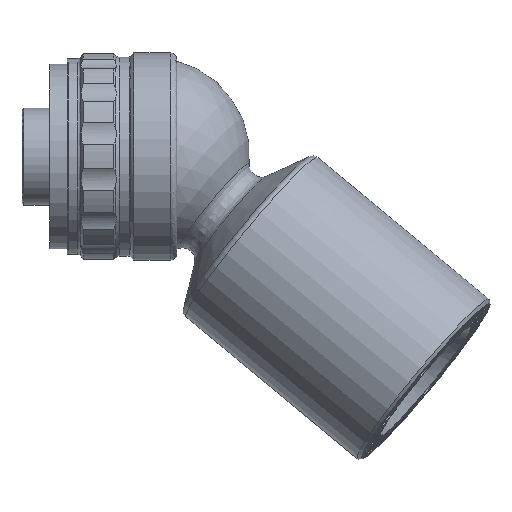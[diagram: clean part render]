
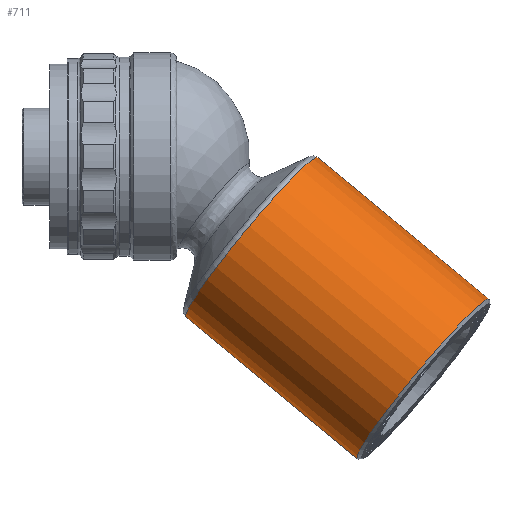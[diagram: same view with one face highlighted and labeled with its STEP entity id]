
A CAD part, front view. The second image highlights one B-rep face of the part: STEP entity #711.
In plain terms, the highlighted cylindrical face has radius 32 mm (diameter 64 mm), a full revolution.
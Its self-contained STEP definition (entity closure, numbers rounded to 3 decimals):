
#21 = EDGE_CURVE('',#22,#22,#24,.T.);
#22 = VERTEX_POINT('',#23);
#23 = CARTESIAN_POINT('',(46.931,18.545,
    -8.31));
#24 = SURFACE_CURVE('',#25,(#30,#46),.PCURVE_S1.);
#25 = CIRCLE('',#26,32.);
#26 = AXIS2_PLACEMENT_3D('',#27,#28,#29);
#27 = CARTESIAN_POINT('',(30.695,-3.473,
    -24.912));
#28 = DIRECTION('',(0.767,-0.087,-0.635)
  );
#29 = DIRECTION('',(0.507,0.688,0.519));
#30 = PCURVE('',#31,#40);
#31 = SURFACE_OF_REVOLUTION('',#32,#37);
#32 = CIRCLE('',#33,2.);
#33 = AXIS2_PLACEMENT_3D('',#34,#35,#36);
#34 = CARTESIAN_POINT('',(45.916,17.169,
    -9.348));
#35 = DIRECTION('',(0.392,-0.72,0.572));
#36 = DIRECTION('',(0.767,-0.087,-0.635)
  );
#37 = AXIS1_PLACEMENT('',#38,#39);
#38 = CARTESIAN_POINT('',(0.,0.,0.5));
#39 = DIRECTION('',(0.767,-0.087,-0.635)
  );
#40 = DEFINITIONAL_REPRESENTATION('',(#41),#45);
#41 = LINE('',#42,#43);
#42 = CARTESIAN_POINT('',(0.,1.571));
#43 = VECTOR('',#44,1.);
#44 = DIRECTION('',(1.,0.));
#45 = ( GEOMETRIC_REPRESENTATION_CONTEXT(2) 
PARAMETRIC_REPRESENTATION_CONTEXT() REPRESENTATION_CONTEXT('2D SPACE',''
  ) );
#46 = PCURVE('',#47,#52);
#47 = CYLINDRICAL_SURFACE('',#48,32.);
#48 = AXIS2_PLACEMENT_3D('',#49,#50,#51);
#49 = CARTESIAN_POINT('',(30.695,-3.473,
    -24.912));
#50 = DIRECTION('',(0.767,-0.087,-0.635)
  );
#51 = DIRECTION('',(0.507,0.688,0.519));
#52 = DEFINITIONAL_REPRESENTATION('',(#53),#57);
#53 = LINE('',#54,#55);
#54 = CARTESIAN_POINT('',(0.,0.));
#55 = VECTOR('',#56,1.);
#56 = DIRECTION('',(1.,0.));
#57 = ( GEOMETRIC_REPRESENTATION_CONTEXT(2) 
PARAMETRIC_REPRESENTATION_CONTEXT() REPRESENTATION_CONTEXT('2D SPACE',''
  ) );
#647 = CONICAL_SURFACE('',#648,31.,0.785);
#648 = AXIS2_PLACEMENT_3D('',#649,#650,#651);
#649 = CARTESIAN_POINT('',(84.41,-9.551,
    -69.384));
#650 = DIRECTION('',(-0.767,0.087,0.635)
  );
#651 = DIRECTION('',(0.507,0.688,0.519));
#667 = VERTEX_POINT('',#668);
#668 = CARTESIAN_POINT('',(99.879,12.554,
    -52.147));
#689 = EDGE_CURVE('',#667,#667,#690,.T.);
#690 = SURFACE_CURVE('',#691,(#696,#703),.PCURVE_S1.);
#691 = CIRCLE('',#692,32.);
#692 = AXIS2_PLACEMENT_3D('',#693,#694,#695);
#693 = CARTESIAN_POINT('',(83.643,-9.464,
    -68.748));
#694 = DIRECTION('',(0.767,-0.087,-0.635)
  );
#695 = DIRECTION('',(0.507,0.688,0.519));
#696 = PCURVE('',#647,#697);
#697 = DEFINITIONAL_REPRESENTATION('',(#698),#702);
#698 = LINE('',#699,#700);
#699 = CARTESIAN_POINT('',(-0.,1.));
#700 = VECTOR('',#701,1.);
#701 = DIRECTION('',(-1.,0.));
#702 = ( GEOMETRIC_REPRESENTATION_CONTEXT(2) 
PARAMETRIC_REPRESENTATION_CONTEXT() REPRESENTATION_CONTEXT('2D SPACE',''
  ) );
#703 = PCURVE('',#47,#704);
#704 = DEFINITIONAL_REPRESENTATION('',(#705),#709);
#705 = LINE('',#706,#707);
#706 = CARTESIAN_POINT('',(0.,69.));
#707 = VECTOR('',#708,1.);
#708 = DIRECTION('',(1.,0.));
#709 = ( GEOMETRIC_REPRESENTATION_CONTEXT(2) 
PARAMETRIC_REPRESENTATION_CONTEXT() REPRESENTATION_CONTEXT('2D SPACE',''
  ) );
#711 = ADVANCED_FACE('',(#712),#47,.T.);
#712 = FACE_BOUND('',#713,.T.);
#713 = EDGE_LOOP('',(#714,#715,#736,#737));
#714 = ORIENTED_EDGE('',*,*,#21,.T.);
#715 = ORIENTED_EDGE('',*,*,#716,.T.);
#716 = EDGE_CURVE('',#22,#667,#717,.T.);
#717 = SEAM_CURVE('',#718,(#722,#729),.PCURVE_S1.);
#718 = LINE('',#719,#720);
#719 = CARTESIAN_POINT('',(46.931,18.545,
    -8.31));
#720 = VECTOR('',#721,1.);
#721 = DIRECTION('',(0.767,-0.087,-0.635)
  );
#722 = PCURVE('',#47,#723);
#723 = DEFINITIONAL_REPRESENTATION('',(#724),#728);
#724 = LINE('',#725,#726);
#725 = CARTESIAN_POINT('',(0.,0.));
#726 = VECTOR('',#727,1.);
#727 = DIRECTION('',(0.,1.));
#728 = ( GEOMETRIC_REPRESENTATION_CONTEXT(2) 
PARAMETRIC_REPRESENTATION_CONTEXT() REPRESENTATION_CONTEXT('2D SPACE',''
  ) );
#729 = PCURVE('',#47,#730);
#730 = DEFINITIONAL_REPRESENTATION('',(#731),#735);
#731 = LINE('',#732,#733);
#732 = CARTESIAN_POINT('',(6.283,0.));
#733 = VECTOR('',#734,1.);
#734 = DIRECTION('',(0.,1.));
#735 = ( GEOMETRIC_REPRESENTATION_CONTEXT(2) 
PARAMETRIC_REPRESENTATION_CONTEXT() REPRESENTATION_CONTEXT('2D SPACE',''
  ) );
#736 = ORIENTED_EDGE('',*,*,#689,.F.);
#737 = ORIENTED_EDGE('',*,*,#716,.F.);
